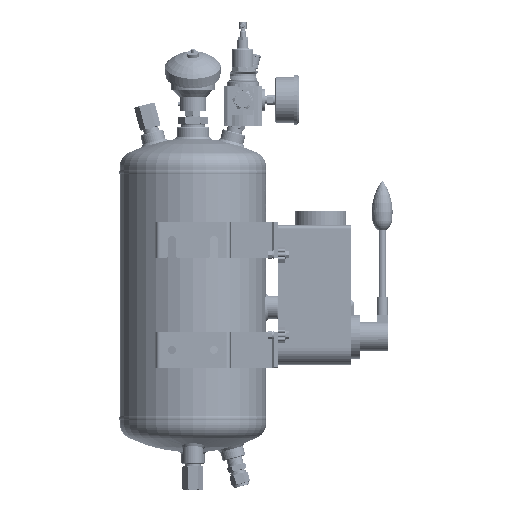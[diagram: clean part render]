
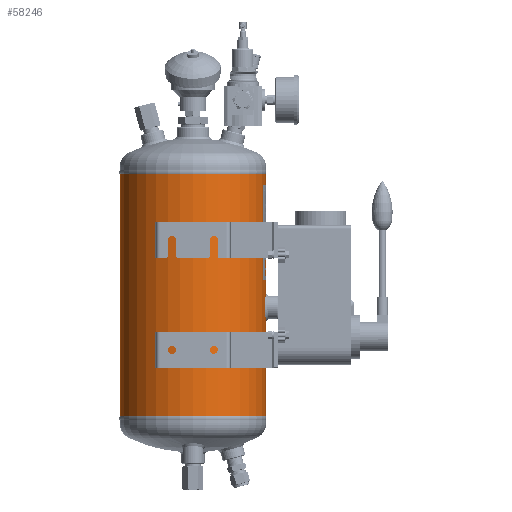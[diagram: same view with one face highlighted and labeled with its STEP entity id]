
A CAD part, left-side view. The second image highlights one B-rep face of the part: STEP entity #58246.
In plain terms, the highlighted cylindrical face has radius 100 mm (diameter 200 mm), a partial arc.
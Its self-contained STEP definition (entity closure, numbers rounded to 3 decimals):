
#3806=LINE('',#91553,#7622);
#3807=LINE('',#91558,#7623);
#3808=LINE('',#91562,#7624);
#3809=LINE('',#91566,#7625);
#7622=VECTOR('',#75608,1000.);
#7623=VECTOR('',#75611,1000.);
#7624=VECTOR('',#75614,1000.);
#7625=VECTOR('',#75617,1000.);
#11438=CIRCLE('',#69577,100.);
#11439=CIRCLE('',#69578,100.);
#11440=CIRCLE('',#69579,100.);
#11441=CIRCLE('',#69580,100.);
#13519=ORIENTED_EDGE('',*,*,#30859,.T.);
#13520=ORIENTED_EDGE('',*,*,#30860,.T.);
#13521=ORIENTED_EDGE('',*,*,#30861,.T.);
#13522=ORIENTED_EDGE('',*,*,#30862,.F.);
#13523=ORIENTED_EDGE('',*,*,#30863,.F.);
#13524=ORIENTED_EDGE('',*,*,#30864,.F.);
#13525=ORIENTED_EDGE('',*,*,#30865,.F.);
#13526=ORIENTED_EDGE('',*,*,#30866,.T.);
#13527=ORIENTED_EDGE('',*,*,#30867,.T.);
#13528=ORIENTED_EDGE('',*,*,#30868,.F.);
#13529=ORIENTED_EDGE('',*,*,#30869,.F.);
#30859=EDGE_CURVE('',#39529,#39529,#45580,.T.);
#30860=EDGE_CURVE('',#39530,#39530,#45581,.T.);
#30861=EDGE_CURVE('',#39531,#39531,#45582,.T.);
#30862=EDGE_CURVE('',#39532,#39533,#3806,.T.);
#30863=EDGE_CURVE('',#39534,#39532,#11438,.T.);
#30864=EDGE_CURVE('',#39535,#39534,#3807,.F.);
#30865=EDGE_CURVE('',#39536,#39535,#11439,.T.);
#30866=EDGE_CURVE('',#39536,#39537,#3808,.T.);
#30867=EDGE_CURVE('',#39537,#39538,#11440,.T.);
#30868=EDGE_CURVE('',#39539,#39538,#3809,.T.);
#30869=EDGE_CURVE('',#39533,#39539,#11441,.T.);
#39529=VERTEX_POINT('',#91528);
#39530=VERTEX_POINT('',#91540);
#39531=VERTEX_POINT('',#91552);
#39532=VERTEX_POINT('',#91554);
#39533=VERTEX_POINT('',#91555);
#39534=VERTEX_POINT('',#91557);
#39535=VERTEX_POINT('',#91559);
#39536=VERTEX_POINT('',#91561);
#39537=VERTEX_POINT('',#91563);
#39538=VERTEX_POINT('',#91565);
#39539=VERTEX_POINT('',#91567);
#45580=B_SPLINE_CURVE_WITH_KNOTS('',3,(#91509,#91510,#91511,#91512,#91513,
#91514,#91515,#91516,#91517,#91518,#91519,#91520,#91521,#91522,#91523,#91524,
#91525,#91526,#91527),.UNSPECIFIED.,.T.,.F.,(1,1,1,1,1,1,1,1,1,1,1,1,1,
1,1,1,1,1,1,1,1,1,1),(-0.018,-0.012,-0.006,
0.,0.006,0.012,0.018,0.023,
0.029,0.035,0.041,0.047,
0.053,0.059,0.065,0.07,
0.076,0.082,0.088,0.094,
0.1,0.106,0.112),.UNSPECIFIED.);
#45581=B_SPLINE_CURVE_WITH_KNOTS('',3,(#91529,#91530,#91531,#91532,#91533,
#91534,#91535,#91536,#91537,#91538,#91539),.UNSPECIFIED.,.T.,.F.,(1,1,1,
1,1,1,1,1,1,1,1,1,1,1,1),(-0.012,-0.008,-0.004,
0.,0.004,0.008,0.012,
0.016,0.02,0.023,0.027,
0.031,0.035,0.039,0.043),
 .UNSPECIFIED.);
#45582=B_SPLINE_CURVE_WITH_KNOTS('',3,(#91541,#91542,#91543,#91544,#91545,
#91546,#91547,#91548,#91549,#91550,#91551),.UNSPECIFIED.,.T.,.F.,(1,1,1,
1,1,1,1,1,1,1,1,1,1,1,1),(-0.012,-0.008,-0.004,
0.,0.004,0.008,0.012,
0.016,0.02,0.023,0.027,
0.031,0.035,0.039,0.043),
 .UNSPECIFIED.);
#47989=EDGE_LOOP('',(#13519));
#47990=EDGE_LOOP('',(#13520));
#47991=EDGE_LOOP('',(#13521));
#47992=EDGE_LOOP('',(#13522,#13523,#13524,#13525,#13526,#13527,#13528,#13529));
#52675=FACE_BOUND('',#47989,.T.);
#52676=FACE_BOUND('',#47990,.T.);
#52677=FACE_BOUND('',#47991,.T.);
#52678=FACE_BOUND('',#47992,.T.);
#57361=CYLINDRICAL_SURFACE('',#69576,100.);
#58246=ADVANCED_FACE('',(#52675,#52676,#52677,#52678),#57361,.T.);
#69576=AXIS2_PLACEMENT_3D('',#91508,#75606,#75607);
#69577=AXIS2_PLACEMENT_3D('',#91556,#75609,#75610);
#69578=AXIS2_PLACEMENT_3D('',#91560,#75612,#75613);
#69579=AXIS2_PLACEMENT_3D('',#91564,#75615,#75616);
#69580=AXIS2_PLACEMENT_3D('',#91568,#75618,#75619);
#75606=DIRECTION('',(0.,-1.,0.));
#75607=DIRECTION('',(0.,0.,-1.));
#75608=DIRECTION('',(0.,-1.,0.));
#75609=DIRECTION('',(0.,1.,0.));
#75610=DIRECTION('',(1.,0.,0.));
#75611=DIRECTION('',(0.,-1.,0.));
#75612=DIRECTION('',(0.,-1.,0.));
#75613=DIRECTION('',(1.,0.,0.));
#75614=DIRECTION('',(0.,-1.,0.));
#75615=DIRECTION('',(0.,1.,0.));
#75616=DIRECTION('',(1.,0.,0.));
#75617=DIRECTION('',(0.,-1.,0.));
#75618=DIRECTION('',(0.,-1.,0.));
#75619=DIRECTION('',(1.,0.,0.));
#91508=CARTESIAN_POINT('',(0.,330.,0.));
#91509=CARTESIAN_POINT('',(-98.994,187.429,14.208));
#91510=CARTESIAN_POINT('',(-98.806,181.503,15.395));
#91511=CARTESIAN_POINT('',(-98.993,175.608,14.214));
#91512=CARTESIAN_POINT('',(-99.436,170.625,10.88));
#91513=CARTESIAN_POINT('',(-99.878,167.295,5.9));
#91514=CARTESIAN_POINT('',(-100.061,166.117,0.009));
#91515=CARTESIAN_POINT('',(-99.879,167.288,-5.887));
#91516=CARTESIAN_POINT('',(-99.437,170.623,-10.879));
#91517=CARTESIAN_POINT('',(-98.992,175.61,-14.215));
#91518=CARTESIAN_POINT('',(-98.807,181.503,-15.391));
#91519=CARTESIAN_POINT('',(-98.992,187.396,-14.219));
#91520=CARTESIAN_POINT('',(-99.435,192.379,-10.892));
#91521=CARTESIAN_POINT('',(-99.877,195.718,-5.914));
#91522=CARTESIAN_POINT('',(-100.061,196.901,-0.013));
#91523=CARTESIAN_POINT('',(-99.878,195.728,5.889));
#91524=CARTESIAN_POINT('',(-99.437,192.395,10.874));
#91525=CARTESIAN_POINT('',(-98.994,187.429,14.208));
#91526=CARTESIAN_POINT('',(-98.806,181.503,15.395));
#91527=CARTESIAN_POINT('',(-98.993,175.608,14.214));
#91528=CARTESIAN_POINT('',(-98.869,181.508,15.));
#91529=CARTESIAN_POINT('',(3.922,158.915,-99.937));
#91530=CARTESIAN_POINT('',(-0.001,160.542,-100.031));
#91531=CARTESIAN_POINT('',(-3.918,158.916,-99.937));
#91532=CARTESIAN_POINT('',(-5.54,155.004,-99.844));
#91533=CARTESIAN_POINT('',(-3.921,151.083,-99.937));
#91534=CARTESIAN_POINT('',(-0.001,149.46,-100.031));
#91535=CARTESIAN_POINT('',(3.913,151.078,-99.938));
#91536=CARTESIAN_POINT('',(5.541,154.994,-99.844));
#91537=CARTESIAN_POINT('',(3.922,158.915,-99.937));
#91538=CARTESIAN_POINT('',(-0.001,160.542,-100.031));
#91539=CARTESIAN_POINT('',(-3.918,158.916,-99.937));
#91540=CARTESIAN_POINT('',(0.,160.,-100.));
#91541=CARTESIAN_POINT('',(3.922,48.915,-99.937));
#91542=CARTESIAN_POINT('',(-0.001,50.542,-100.031));
#91543=CARTESIAN_POINT('',(-3.918,48.916,-99.937));
#91544=CARTESIAN_POINT('',(-5.54,45.004,-99.844));
#91545=CARTESIAN_POINT('',(-3.921,41.083,-99.937));
#91546=CARTESIAN_POINT('',(-0.001,39.46,-100.031));
#91547=CARTESIAN_POINT('',(3.913,41.078,-99.938));
#91548=CARTESIAN_POINT('',(5.541,44.994,-99.844));
#91549=CARTESIAN_POINT('',(3.922,48.915,-99.937));
#91550=CARTESIAN_POINT('',(-0.001,50.542,-100.031));
#91551=CARTESIAN_POINT('',(-3.918,48.916,-99.937));
#91552=CARTESIAN_POINT('',(0.,50.,-100.));
#91553=CARTESIAN_POINT('',(-0.241,165.,100.));
#91554=CARTESIAN_POINT('',(-0.241,330.,100.));
#91555=CARTESIAN_POINT('',(-0.241,265.,100.));
#91556=CARTESIAN_POINT('',(0.,330.,0.));
#91557=CARTESIAN_POINT('',(0.241,330.,100.));
#91558=CARTESIAN_POINT('',(0.241,165.,100.));
#91559=CARTESIAN_POINT('',(0.241,265.,100.));
#91560=CARTESIAN_POINT('',(0.,265.,0.));
#91561=CARTESIAN_POINT('',(0.254,265.,100.));
#91562=CARTESIAN_POINT('',(0.254,265.,100.));
#91563=CARTESIAN_POINT('',(0.254,0.,100.));
#91564=CARTESIAN_POINT('',(0.,0.,0.));
#91565=CARTESIAN_POINT('',(-0.254,0.,100.));
#91566=CARTESIAN_POINT('',(-0.254,265.,100.));
#91567=CARTESIAN_POINT('',(-0.254,265.,100.));
#91568=CARTESIAN_POINT('',(0.,265.,0.));
